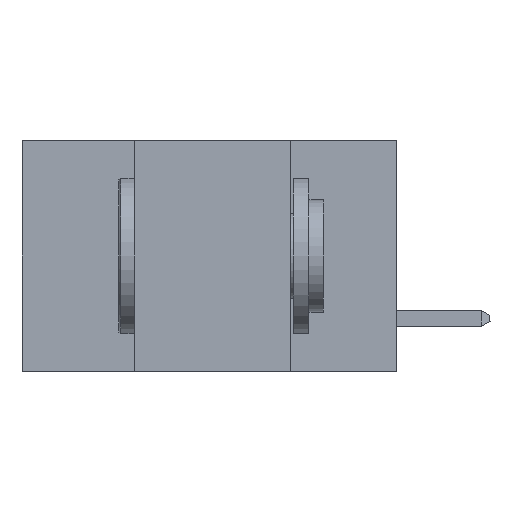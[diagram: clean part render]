
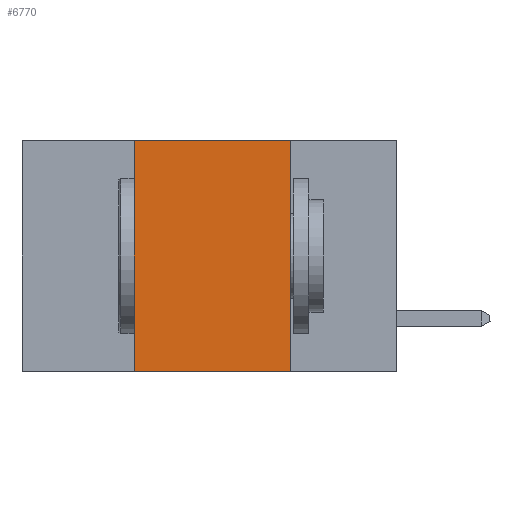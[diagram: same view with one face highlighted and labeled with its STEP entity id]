
A CAD part, left-side view. The second image highlights one B-rep face of the part: STEP entity #6770.
In plain terms, the highlighted planar face has unit normal (-1, 0, 0).
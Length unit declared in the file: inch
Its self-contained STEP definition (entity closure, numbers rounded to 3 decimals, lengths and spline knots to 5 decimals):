
#157 = EDGE_CURVE ( 'NONE', #11309, #6253, #5263, .T. ) ;
#489 = EDGE_CURVE ( 'NONE', #10970, #8050, #5709, .T. ) ;
#507 = LINE ( 'NONE', #6688, #10362 ) ;
#1761 = CARTESIAN_POINT ( 'NONE',  ( 0., 0.17, -0.37 ) ) ;
#2078 = AXIS2_PLACEMENT_3D ( 'NONE', #4169, #9960, #2432 ) ;
#2205 = DIRECTION ( 'NONE',  ( 0., 0., -1. ) ) ;
#2388 = FACE_OUTER_BOUND ( 'NONE', #9703, .T. ) ;
#2432 = DIRECTION ( 'NONE',  ( 0., 0., -1. ) ) ;
#2744 = DIRECTION ( 'NONE',  ( 0., -1., 0. ) ) ;
#3408 = CARTESIAN_POINT ( 'NONE',  ( 0., 0.42, 0. ) ) ;
#3748 = LINE ( 'NONE', #8145, #11488 ) ;
#4009 = ORIENTED_EDGE ( 'NONE', *, *, #157, .F. ) ;
#4120 = PLANE ( 'NONE',  #2078 ) ;
#4169 = CARTESIAN_POINT ( 'NONE',  ( 0., 0.6, 0. ) ) ;
#4176 = DIRECTION ( 'NONE',  ( 0., -1., 0. ) ) ;
#4437 = DIRECTION ( 'NONE',  ( 0., 0., 1. ) ) ;
#5108 = VECTOR ( 'NONE', #4437, 39.37008 ) ;
#5263 = LINE ( 'NONE', #7251, #5108 ) ;
#5410 = VECTOR ( 'NONE', #2205, 39.37008 ) ;
#5709 = LINE ( 'NONE', #5895, #5410 ) ;
#5895 = CARTESIAN_POINT ( 'NONE',  ( 0., 0.17, 0. ) ) ;
#6253 = VERTEX_POINT ( 'NONE', #3408 ) ;
#6587 = CARTESIAN_POINT ( 'NONE',  ( 0., 0.42, -0.37 ) ) ;
#6688 = CARTESIAN_POINT ( 'NONE',  ( 0., 0.6, 0. ) ) ;
#6770 = ADVANCED_FACE ( 'NONE', ( #2388 ), #4120, .F. ) ;
#7251 = CARTESIAN_POINT ( 'NONE',  ( 0., 0.42, 0. ) ) ;
#7856 = EDGE_CURVE ( 'NONE', #11309, #8050, #3748, .T. ) ;
#8050 = VERTEX_POINT ( 'NONE', #1761 ) ;
#8145 = CARTESIAN_POINT ( 'NONE',  ( 0., 0.6, -0.37 ) ) ;
#9150 = ORIENTED_EDGE ( 'NONE', *, *, #489, .F. ) ;
#9703 = EDGE_LOOP ( 'NONE', ( #9150, #11339, #4009, #11109 ) ) ;
#9960 = DIRECTION ( 'NONE',  ( 1., 0., 0. ) ) ;
#10362 = VECTOR ( 'NONE', #2744, 39.37008 ) ;
#10970 = VERTEX_POINT ( 'NONE', #11476 ) ;
#11109 = ORIENTED_EDGE ( 'NONE', *, *, #7856, .T. ) ;
#11309 = VERTEX_POINT ( 'NONE', #6587 ) ;
#11339 = ORIENTED_EDGE ( 'NONE', *, *, #11699, .F. ) ;
#11476 = CARTESIAN_POINT ( 'NONE',  ( 0., 0.17, 0. ) ) ;
#11488 = VECTOR ( 'NONE', #4176, 39.37008 ) ;
#11699 = EDGE_CURVE ( 'NONE', #6253, #10970, #507, .T. ) ;
